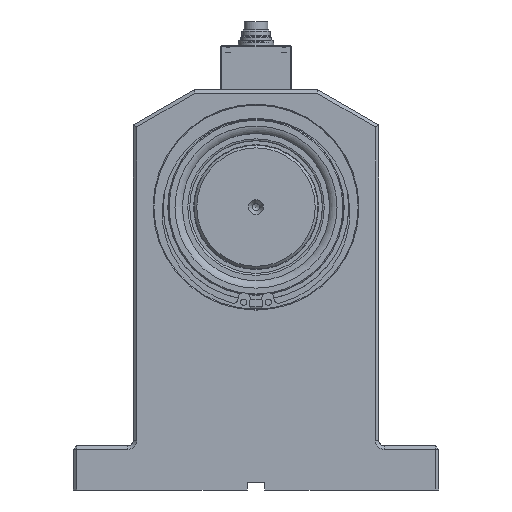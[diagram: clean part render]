
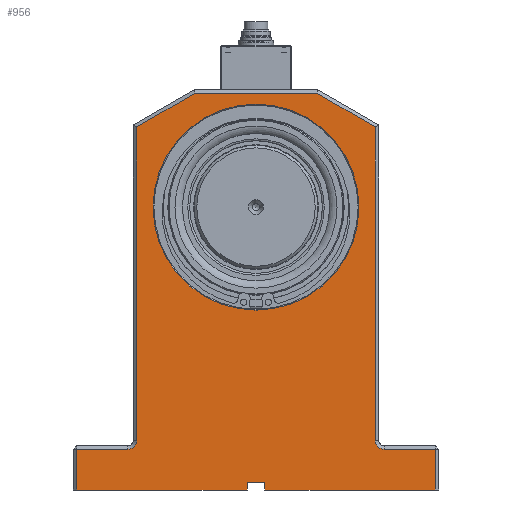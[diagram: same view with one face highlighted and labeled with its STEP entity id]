
A CAD part, left-side view. The second image highlights one B-rep face of the part: STEP entity #956.
In plain terms, the highlighted face is planar.
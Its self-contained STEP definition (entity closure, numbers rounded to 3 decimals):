
#956 = ADVANCED_FACE( '', ( #2015, #2016 ), #2017, .F. );
#2015 = FACE_BOUND( '', #3676, .T. );
#2016 = FACE_OUTER_BOUND( '', #3677, .T. );
#2017 = PLANE( '', #3678 );
#3676 = EDGE_LOOP( '', ( #5292 ) );
#3677 = EDGE_LOOP( '', ( #5293, #5294, #5295, #5296, #5297, #5298, #5299, #5300, #5301, #5302, #5303, #5304, #5305, #5306, #5307, #5308 ) );
#3678 = AXIS2_PLACEMENT_3D( '', #5309, #5310, #5311 );
#5292 = ORIENTED_EDGE( '', *, *, #8409, .T. );
#5293 = ORIENTED_EDGE( '', *, *, #8410, .T. );
#5294 = ORIENTED_EDGE( '', *, *, #8411, .T. );
#5295 = ORIENTED_EDGE( '', *, *, #8412, .T. );
#5296 = ORIENTED_EDGE( '', *, *, #8413, .T. );
#5297 = ORIENTED_EDGE( '', *, *, #8414, .T. );
#5298 = ORIENTED_EDGE( '', *, *, #8415, .T. );
#5299 = ORIENTED_EDGE( '', *, *, #8416, .T. );
#5300 = ORIENTED_EDGE( '', *, *, #8417, .T. );
#5301 = ORIENTED_EDGE( '', *, *, #8418, .T. );
#5302 = ORIENTED_EDGE( '', *, *, #8419, .F. );
#5303 = ORIENTED_EDGE( '', *, *, #8420, .F. );
#5304 = ORIENTED_EDGE( '', *, *, #8421, .F. );
#5305 = ORIENTED_EDGE( '', *, *, #8422, .T. );
#5306 = ORIENTED_EDGE( '', *, *, #8423, .T. );
#5307 = ORIENTED_EDGE( '', *, *, #8424, .T. );
#5308 = ORIENTED_EDGE( '', *, *, #8425, .T. );
#5309 = CARTESIAN_POINT( '', ( 72.5, 0., 28. ) );
#5310 = DIRECTION( '', ( 0., 1., 0. ) );
#5311 = DIRECTION( '', ( 0., 0., 1. ) );
#8409 = EDGE_CURVE( '', #9544, #9544, #9545, .T. );
#8410 = EDGE_CURVE( '', #9546, #9547, #9548, .T. );
#8411 = EDGE_CURVE( '', #9547, #9549, #9550, .T. );
#8412 = EDGE_CURVE( '', #9549, #9551, #9552, .T. );
#8413 = EDGE_CURVE( '', #9551, #9553, #9554, .T. );
#8414 = EDGE_CURVE( '', #9553, #9555, #9556, .T. );
#8415 = EDGE_CURVE( '', #9555, #9557, #9558, .T. );
#8416 = EDGE_CURVE( '', #9557, #9559, #9560, .T. );
#8417 = EDGE_CURVE( '', #9559, #9561, #9562, .T. );
#8418 = EDGE_CURVE( '', #9561, #9563, #9564, .T. );
#8419 = EDGE_CURVE( '', #9565, #9563, #9566, .T. );
#8420 = EDGE_CURVE( '', #9567, #9565, #9568, .T. );
#8421 = EDGE_CURVE( '', #9569, #9567, #9570, .T. );
#8422 = EDGE_CURVE( '', #9569, #9571, #9572, .T. );
#8423 = EDGE_CURVE( '', #9571, #9573, #9574, .T. );
#8424 = EDGE_CURVE( '', #9573, #9575, #9576, .T. );
#8425 = EDGE_CURVE( '', #9575, #9546, #9577, .T. );
#9544 = VERTEX_POINT( '', #11191 );
#9545 = CIRCLE( '', #11192, 58.25 );
#9546 = VERTEX_POINT( '', #11193 );
#9547 = VERTEX_POINT( '', #11194 );
#9548 = LINE( '', #11195, #11196 );
#9549 = VERTEX_POINT( '', #11197 );
#9550 = LINE( '', #11198, #11199 );
#9551 = VERTEX_POINT( '', #11200 );
#9552 = LINE( '', #11201, #11202 );
#9553 = VERTEX_POINT( '', #11203 );
#9554 = LINE( '', #11204, #11205 );
#9555 = VERTEX_POINT( '', #11206 );
#9556 = LINE( '', #11207, #11208 );
#9557 = VERTEX_POINT( '', #11209 );
#9558 = CIRCLE( '', #11210, 5. );
#9559 = VERTEX_POINT( '', #11211 );
#9560 = LINE( '', #11212, #11213 );
#9561 = VERTEX_POINT( '', #11214 );
#9562 = LINE( '', #11215, #11216 );
#9563 = VERTEX_POINT( '', #11217 );
#9564 = LINE( '', #11218, #11219 );
#9565 = VERTEX_POINT( '', #11220 );
#9566 = LINE( '', #11221, #11222 );
#9567 = VERTEX_POINT( '', #11223 );
#9568 = LINE( '', #11224, #11225 );
#9569 = VERTEX_POINT( '', #11226 );
#9570 = LINE( '', #11227, #11228 );
#9571 = VERTEX_POINT( '', #11229 );
#9572 = LINE( '', #11230, #11231 );
#9573 = VERTEX_POINT( '', #11232 );
#9574 = LINE( '', #11233, #11234 );
#9575 = VERTEX_POINT( '', #11235 );
#9576 = LINE( '', #11236, #11237 );
#9577 = CIRCLE( '', #11238, 5. );
#11191 = CARTESIAN_POINT( '', ( 0., 0., 218.25 ) );
#11192 = AXIS2_PLACEMENT_3D( '', #13286, #13287, #13288 );
#11193 = CARTESIAN_POINT( '', ( 67.5, 0., 28. ) );
#11194 = CARTESIAN_POINT( '', ( 67.5, 0., 205.345 ) );
#11195 = CARTESIAN_POINT( '', ( 67.5, 0., 206.5 ) );
#11196 = VECTOR( '', #13289, 1000. );
#11197 = CARTESIAN_POINT( '', ( 34.323, 0., 224.5 ) );
#11198 = CARTESIAN_POINT( '', ( 148.043, 0., 158.844 ) );
#11199 = VECTOR( '', #13290, 1000. );
#11200 = CARTESIAN_POINT( '', ( -34.323, 0., 224.5 ) );
#11201 = CARTESIAN_POINT( '', ( -34.859, 0., 224.5 ) );
#11202 = VECTOR( '', #13291, 1000. );
#11203 = CARTESIAN_POINT( '', ( -67.5, 0., 205.345 ) );
#11204 = CARTESIAN_POINT( '', ( -66.5, 0., 205.923 ) );
#11205 = VECTOR( '', #13292, 1000. );
#11206 = CARTESIAN_POINT( '', ( -67.5, 0., 28. ) );
#11207 = CARTESIAN_POINT( '', ( -67.5, 0., 28. ) );
#11208 = VECTOR( '', #13293, 1000. );
#11209 = CARTESIAN_POINT( '', ( -72.5, 0., 23. ) );
#11210 = AXIS2_PLACEMENT_3D( '', #13294, #13295, #13296 );
#11211 = CARTESIAN_POINT( '', ( -101.5, 0., 23. ) );
#11212 = CARTESIAN_POINT( '', ( -103.5, 0., 23. ) );
#11213 = VECTOR( '', #13297, 1000. );
#11214 = CARTESIAN_POINT( '', ( -101.5, 0., 0. ) );
#11215 = CARTESIAN_POINT( '', ( -101.5, 0., 0. ) );
#11216 = VECTOR( '', #13298, 1000. );
#11217 = CARTESIAN_POINT( '', ( -5., 0., 0. ) );
#11218 = CARTESIAN_POINT( '', ( -103.5, 0., 0. ) );
#11219 = VECTOR( '', #13299, 1000. );
#11220 = CARTESIAN_POINT( '', ( -5., 0., 4.1 ) );
#11221 = CARTESIAN_POINT( '', ( -5., 0., 4.1 ) );
#11222 = VECTOR( '', #13300, 1000. );
#11223 = CARTESIAN_POINT( '', ( 5., 0., 4.1 ) );
#11224 = CARTESIAN_POINT( '', ( 5., 0., 4.1 ) );
#11225 = VECTOR( '', #13301, 1000. );
#11226 = CARTESIAN_POINT( '', ( 5., 0., 0. ) );
#11227 = CARTESIAN_POINT( '', ( 5., 0., 0. ) );
#11228 = VECTOR( '', #13302, 1000. );
#11229 = CARTESIAN_POINT( '', ( 101.5, 0., 0. ) );
#11230 = CARTESIAN_POINT( '', ( -103.5, 0., 0. ) );
#11231 = VECTOR( '', #13303, 1000. );
#11232 = CARTESIAN_POINT( '', ( 101.5, 0., 23. ) );
#11233 = CARTESIAN_POINT( '', ( 101.5, 0., 25. ) );
#11234 = VECTOR( '', #13304, 1000. );
#11235 = CARTESIAN_POINT( '', ( 72.5, 0., 23. ) );
#11236 = CARTESIAN_POINT( '', ( 72.5, 0., 23. ) );
#11237 = VECTOR( '', #13305, 1000. );
#11238 = AXIS2_PLACEMENT_3D( '', #13306, #13307, #13308 );
#13286 = CARTESIAN_POINT( '', ( 0., 0., 160. ) );
#13287 = DIRECTION( '', ( 0., 1., 0. ) );
#13288 = DIRECTION( '', ( 0., 0., 1. ) );
#13289 = DIRECTION( '', ( 0., 0., 1. ) );
#13290 = DIRECTION( '', ( -0.866, 0., 0.5 ) );
#13291 = DIRECTION( '', ( -1., 0., 0. ) );
#13292 = DIRECTION( '', ( -0.866, 0., -0.5 ) );
#13293 = DIRECTION( '', ( 0., 0., -1. ) );
#13294 = CARTESIAN_POINT( '', ( -72.5, 0., 28. ) );
#13295 = DIRECTION( '', ( 0., 1., 0. ) );
#13296 = DIRECTION( '', ( 0., 0., 1. ) );
#13297 = DIRECTION( '', ( -1., 0., 0. ) );
#13298 = DIRECTION( '', ( 0., 0., -1. ) );
#13299 = DIRECTION( '', ( 1., 0., 0. ) );
#13300 = DIRECTION( '', ( 0., 0., -1. ) );
#13301 = DIRECTION( '', ( -1., 0., 0. ) );
#13302 = DIRECTION( '', ( 0., 0., 1. ) );
#13303 = DIRECTION( '', ( 1., 0., 0. ) );
#13304 = DIRECTION( '', ( 0., 0., 1. ) );
#13305 = DIRECTION( '', ( -1., 0., 0. ) );
#13306 = CARTESIAN_POINT( '', ( 72.5, 0., 28. ) );
#13307 = DIRECTION( '', ( 0., 1., 0. ) );
#13308 = DIRECTION( '', ( 0., 0., 1. ) );
